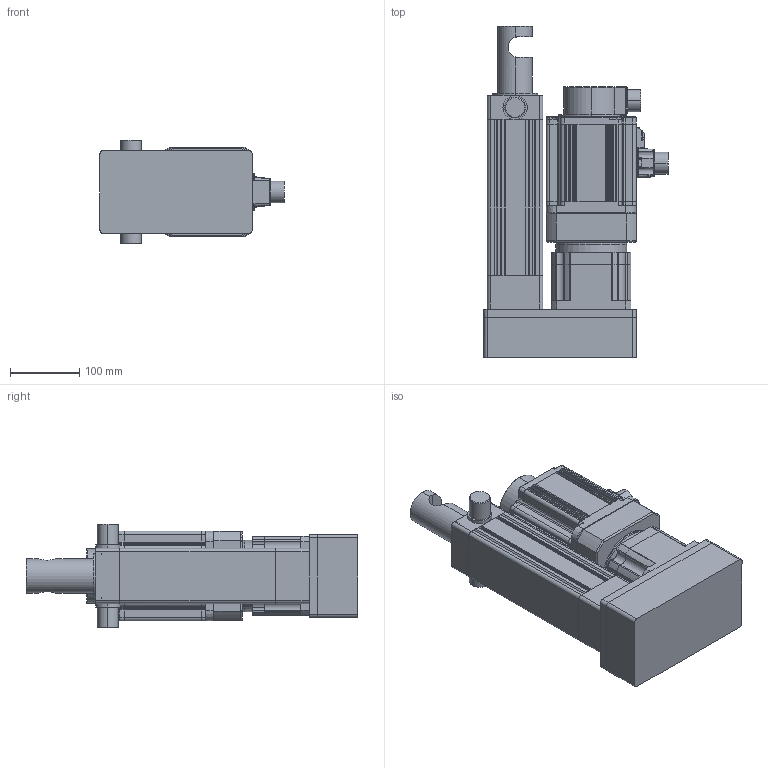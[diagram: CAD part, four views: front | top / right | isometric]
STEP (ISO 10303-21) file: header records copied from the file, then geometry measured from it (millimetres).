
FILE_DESCRIPTION (( 'STEP AP203' ), '1' );
FILE_NAME ('RLA80-10HZ-25KN-R100-33mm-s.STEP', '2025-01-03T01:12:42', ( '微软用户' ), ( '微软中国' ), 'SwSTEP 2.0', 'SolidWorks 2022', '' );
FILE_SCHEMA (( 'CONFIG_CONTROL_DESIGN' ));
Length unit declared in the file: millimetre
Products named in the file (4): 80缸行程100折叠; PGH115-L1-24-110-145-M8-A25; RLA80-10HZ-25KN-R100-33mm-s; ECMA-EX1310FS
Assembly tree (3 placements, depth 2):
  RLA80-10HZ-25KN-R100-33mm-s
    80缸行程100折叠
    ECMA-EX1310FS
    PGH115-L1-24-110-145-M8-A25
Bounding box: 266.14 x 479 x 150.01 mm (x, y, z)
Volume: 7253205.6 mm3; surface area: 679898.2 mm2
Topology: 22 solids, 27 shells, 1380 faces, 3342 edges, 2062 vertices
Faces by surface type: plane 598, cylinder 533, cone 163, torus 60, sphere 16, bspline 10
Entity records: 46386 total; most frequent: CARTESIAN_POINT 13661, DIRECTION 6971, ORIENTED_EDGE 6604, EDGE_CURVE 3302, AXIS2_PLACEMENT_3D 2602, VERTEX_POINT 2056, LINE 1767, VECTOR 1767
